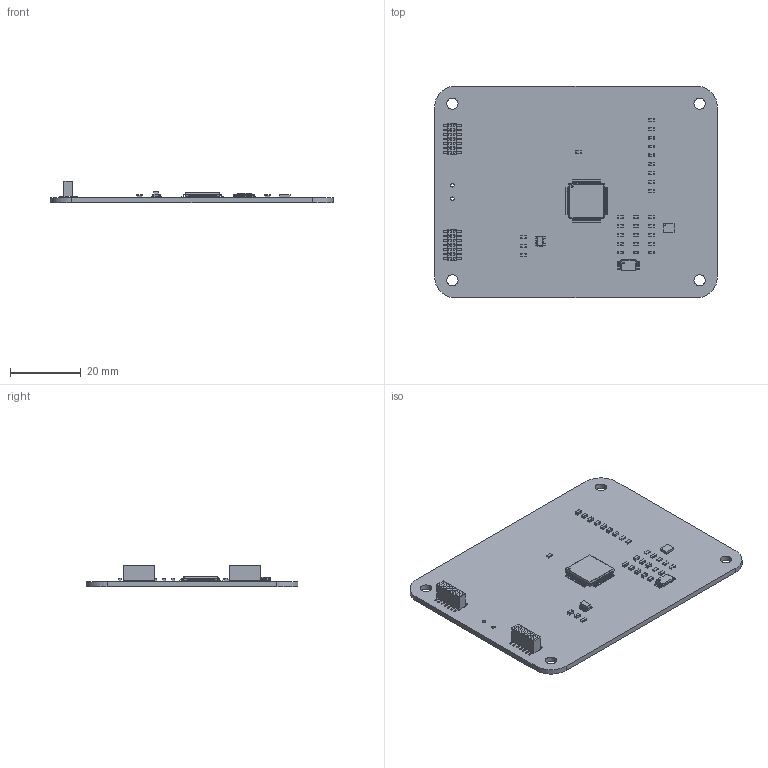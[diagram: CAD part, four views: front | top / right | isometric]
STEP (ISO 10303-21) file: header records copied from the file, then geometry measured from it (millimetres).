
FILE_DESCRIPTION(('KiCad electronic assembly'),'2;1');
FILE_NAME('ControlBoard.step','2025-08-17T14:47:13',('Pcbnew'),('Kicad') ,'Open CASCADE STEP processor 7.5','KiCad to STEP converter','Unknown' );
FILE_SCHEMA(('AUTOMOTIVE_DESIGN { 1 0 10303 214 1 1 1 1 }'));
Length unit declared in the file: millimetre
Products named in the file (9): ControlBoard 1; C_0603_1608Metric; R_0603_1608Metric; PinSocket_2x07_P1.27mm_Vertical_SMD; Bosch_LGA-14_3x2.5mm_P0.5mm; SOT-23-5; LQFP-64_10x10mm_P0.5mm; TSSOP-8_4.4x3mm_P0.65mm; ControlBoard_PCB
Assembly tree (35 placements, depth 2):
  ControlBoard 1
    C_0603_1608Metric  x17
    R_0603_1608Metric  x11
    PinSocket_2x07_P1.27mm_Vertical_SMD  x2
    Bosch_LGA-14_3x2.5mm_P0.5mm
    SOT-23-5
    LQFP-64_10x10mm_P0.5mm
    TSSOP-8_4.4x3mm_P0.65mm
    ControlBoard_PCB
Bounding box: 80 x 60 x 6.2 mm (x, y, z)
Volume: 7514.4 mm3; surface area: 11056.7 mm2
Topology: 35 solids, 35 shells, 2985 faces, 7768 edges, 4960 vertices
Faces by surface type: plane 2131, cylinder 697, bspline 157
Full cylindrical faces by diameter (mm): 0.2 x1, 0.5 x2, 1 x2, 3.2 x4
Entity records: 58416 total; most frequent: CARTESIAN_POINT 12814, ORIENTED_EDGE 9696, DIRECTION 8946, EDGE_CURVE 4848, LINE 3962, VECTOR 3962, VERTEX_POINT 3064, AXIS2_PLACEMENT_3D 2492
